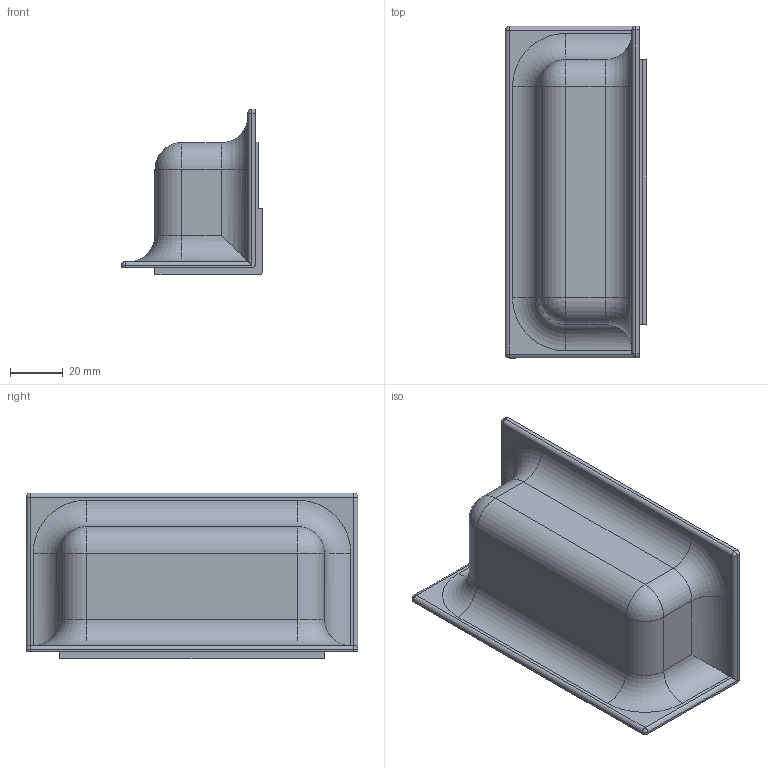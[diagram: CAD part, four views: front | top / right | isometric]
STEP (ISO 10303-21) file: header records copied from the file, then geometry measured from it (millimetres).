
FILE_DESCRIPTION(/* description */ (''),/* implementation_level */ '2;1');
FILE_NAME(/* name */ 'P-TET-000014-0_Handle.step',/* time_stamp */ '2020-08-31T13:34:56-04:00',/* author */ (''),/* organization */ (''),/* preprocessor_version */ 'ST-DEVELOPER v18.1',/* originating_system */ 'Autodesk Translation Framework v9.3.0.1241',/* authorisation */ '');
FILE_SCHEMA (('AUTOMOTIVE_DESIGN { 1 0 10303 214 3 1 1 }'));
Length unit declared in the file: millimetre
Products named in the file (1): P-TET-000014-0
Bounding box: 53.4 x 125.4 x 62.7 mm (x, y, z)
Volume: 65461.2 mm3; surface area: 35977.9 mm2
Topology: 1 solids, 1 shells, 92 faces, 214 edges, 124 vertices
Faces by surface type: cylinder 41, plane 27, sphere 12, torus 10, bspline 2
Entity records: 2725 total; most frequent: CARTESIAN_POINT 569, DIRECTION 476, ORIENTED_EDGE 428, EDGE_CURVE 214, AXIS2_PLACEMENT_3D 181, VERTEX_POINT 124, LINE 114, VECTOR 114
